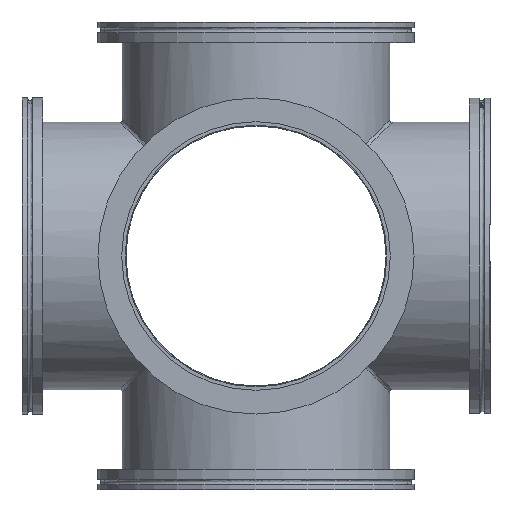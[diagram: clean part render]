
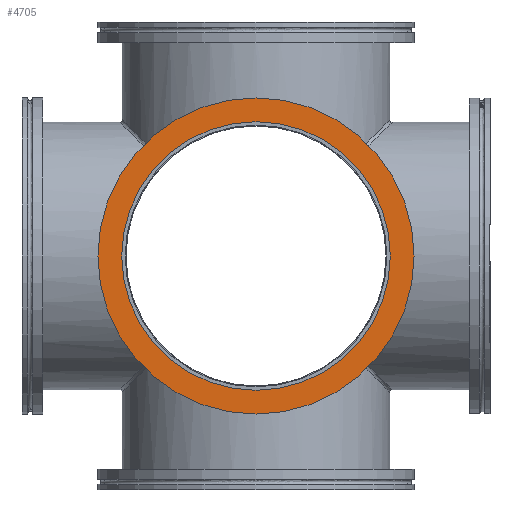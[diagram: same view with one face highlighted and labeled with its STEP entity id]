
A CAD part, front view. The second image highlights one B-rep face of the part: STEP entity #4705.
In plain terms, the highlighted face is planar.
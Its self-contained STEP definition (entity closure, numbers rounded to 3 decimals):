
#9 = ORIENTED_EDGE ( 'NONE', *, *, #6921, .T. ) ;
#169 = DIRECTION ( 'NONE',  ( 0., 1., 0. ) ) ;
#211 = DIRECTION ( 'NONE',  ( 0., 1., 0. ) ) ;
#226 = ORIENTED_EDGE ( 'NONE', *, *, #684, .T. ) ;
#684 = EDGE_CURVE ( 'NONE', #2122, #2122, #4179, .T. ) ;
#871 = DIRECTION ( 'NONE',  ( 0., 0., -1. ) ) ;
#1290 = CARTESIAN_POINT ( 'NONE',  ( 0., 11.9, 0. ) ) ;
#1490 = FACE_OUTER_BOUND ( 'NONE', #3003, .T. ) ;
#1939 = CARTESIAN_POINT ( 'NONE',  ( 0., 11.9, -76.5 ) ) ;
#1969 = AXIS2_PLACEMENT_3D ( 'NONE', #7237, #169, #871 ) ;
#2013 = AXIS2_PLACEMENT_3D ( 'NONE', #5204, #211, #8628 ) ;
#2122 = VERTEX_POINT ( 'NONE', #8205 ) ;
#2388 = PLANE ( 'NONE',  #2013 ) ;
#3003 = EDGE_LOOP ( 'NONE', ( #226 ) ) ;
#3474 = DIRECTION ( 'NONE',  ( 0., -1., 0. ) ) ;
#3966 = EDGE_LOOP ( 'NONE', ( #9 ) ) ;
#4179 = CIRCLE ( 'NONE', #1969, 90.05 ) ;
#4705 = ADVANCED_FACE ( 'NONE', ( #8337, #1490 ), #2388, .T. ) ;
#5204 = CARTESIAN_POINT ( 'NONE',  ( 90.05, 11.9, 0. ) ) ;
#5214 = VERTEX_POINT ( 'NONE', #1939 ) ;
#6259 = DIRECTION ( 'NONE',  ( 0., 0., -1. ) ) ;
#6921 = EDGE_CURVE ( 'NONE', #5214, #5214, #7563, .T. ) ;
#7237 = CARTESIAN_POINT ( 'NONE',  ( 0., 11.9, 0. ) ) ;
#7563 = CIRCLE ( 'NONE', #8030, 76.5 ) ;
#8030 = AXIS2_PLACEMENT_3D ( 'NONE', #1290, #3474, #6259 ) ;
#8205 = CARTESIAN_POINT ( 'NONE',  ( 0., 11.9, -90.05 ) ) ;
#8337 = FACE_BOUND ( 'NONE', #3966, .T. ) ;
#8628 = DIRECTION ( 'NONE',  ( 0., 0., 1. ) ) ;
